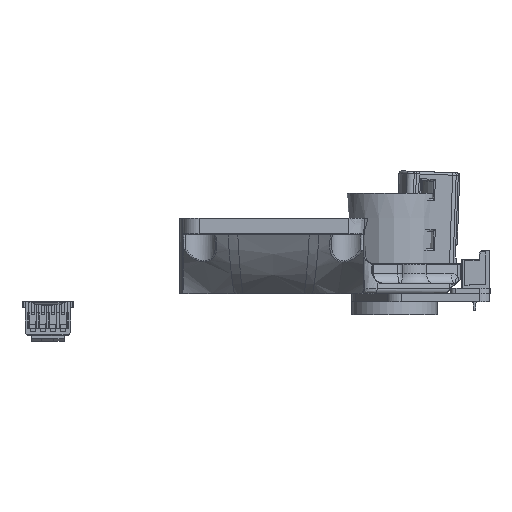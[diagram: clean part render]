
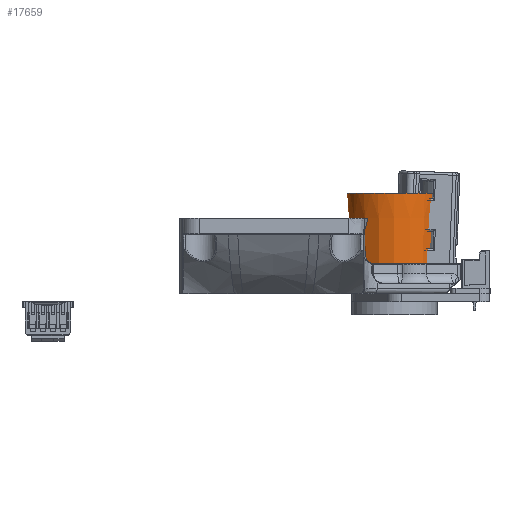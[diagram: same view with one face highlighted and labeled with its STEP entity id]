
A CAD part, front view. The second image highlights one B-rep face of the part: STEP entity #17659.
In plain terms, the highlighted conical face has half-angle 2.5 degrees and reference radius 8.5 mm.
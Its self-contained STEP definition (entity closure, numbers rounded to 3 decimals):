
#1140=CONICAL_SURFACE('',#18721,8.5,0.044);
#1832=FACE_OUTER_BOUND('',#2789,.T.);
#2789=EDGE_LOOP('',(#12058,#12059,#12060,#12061));
#3822=LINE('',#23998,#5409);
#5409=VECTOR('',#20029,8.5);
#6979=CIRCLE('',#18722,9.373);
#6980=CIRCLE('',#18723,8.5);
#7339=VERTEX_POINT('',#23995);
#7340=VERTEX_POINT('',#23997);
#9213=EDGE_CURVE('',#7339,#7339,#6979,.T.);
#9214=EDGE_CURVE('',#7339,#7340,#3822,.T.);
#9215=EDGE_CURVE('',#7340,#7340,#6980,.T.);
#12058=ORIENTED_EDGE('',*,*,#9213,.F.);
#12059=ORIENTED_EDGE('',*,*,#9214,.T.);
#12060=ORIENTED_EDGE('',*,*,#9215,.T.);
#12061=ORIENTED_EDGE('',*,*,#9214,.F.);
#17659=ADVANCED_FACE('',(#1832),#1140,.T.);
#18721=AXIS2_PLACEMENT_3D('',#23994,#20025,#20026);
#18722=AXIS2_PLACEMENT_3D('',#23996,#20027,#20028);
#18723=AXIS2_PLACEMENT_3D('',#23999,#20030,#20031);
#20025=DIRECTION('center_axis',(0.,0.,1.));
#20026=DIRECTION('ref_axis',(1.,0.,0.));
#20027=DIRECTION('center_axis',(0.,0.,1.));
#20028=DIRECTION('ref_axis',(1.,0.,0.));
#20029=DIRECTION('',(0.044,0.,-0.999));
#20030=DIRECTION('center_axis',(0.,0.,1.));
#20031=DIRECTION('ref_axis',(1.,0.,0.));
#23994=CARTESIAN_POINT('Origin',(0.,0.,0.));
#23995=CARTESIAN_POINT('',(-9.373,0.,20.));
#23996=CARTESIAN_POINT('Origin',(0.,0.,20.));
#23997=CARTESIAN_POINT('',(-8.5,0.,0.));
#23998=CARTESIAN_POINT('',(-8.5,0.,0.));
#23999=CARTESIAN_POINT('Origin',(0.,0.,0.));
